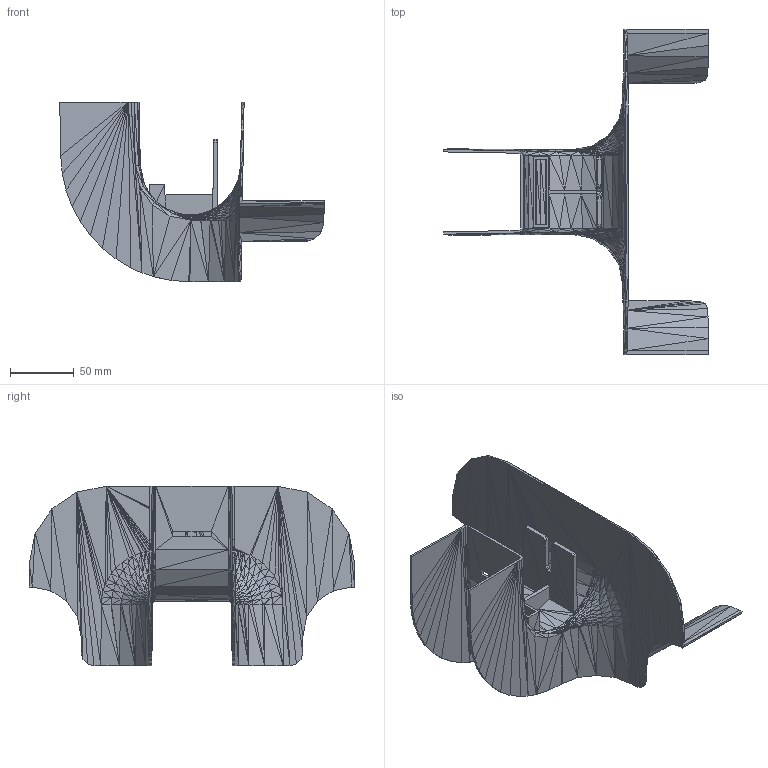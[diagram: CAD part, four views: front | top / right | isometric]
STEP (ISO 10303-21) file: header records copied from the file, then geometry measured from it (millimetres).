
FILE_DESCRIPTION(('FreeCAD Model'),'2;1');
FILE_NAME('Open CASCADE Shape Model','2022-12-06T14:22:43',('Author'),( ''),'Open CASCADE STEP processor 7.6','FreeCAD','Unknown');
FILE_SCHEMA(('AUTOMOTIVE_DESIGN { 1 0 10303 214 1 1 1 1 }'));
Products named in the file (1): DS_060_LC250___________________________________________________________
_______60mm_cable_exit_base001001 (Solid)
Bounding box: 207.49 x 255.27 x 140.7 mm (x, y, z)
Volume: 134530.8 mm3; surface area: 137796.2 mm2
Topology: 1 solids, 1 shells, 1474 faces, 2265 edges, 792 vertices
Faces by surface type: plane 1474
Entity records: 58708 total; most frequent: DIRECTION 9745, CARTESIAN_POINT 9062, LINE 6795, VECTOR 6795, ORIENTED_EDGE 4530, PCURVE 4530, DEFINITIONAL_REPRESENTATION 4530, EDGE_CURVE 2265
